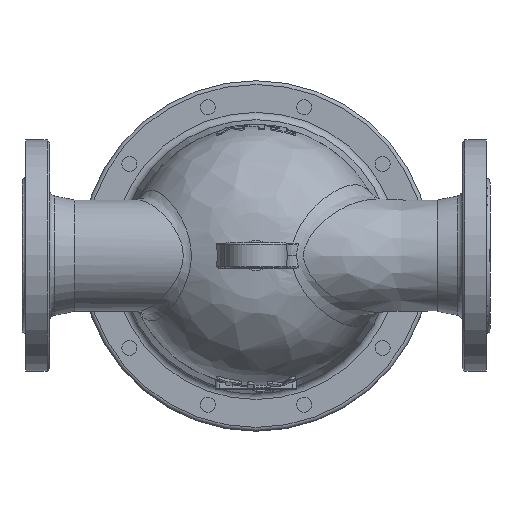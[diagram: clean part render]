
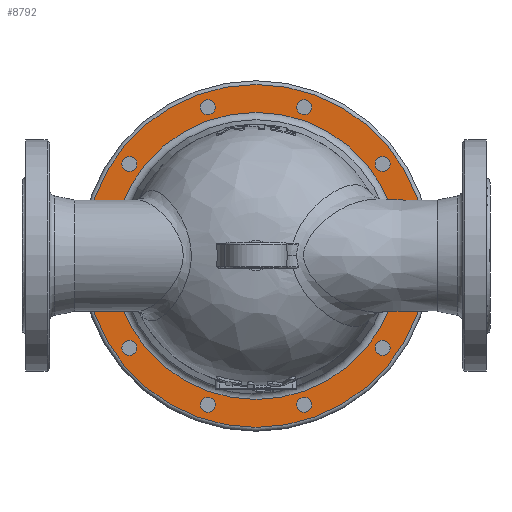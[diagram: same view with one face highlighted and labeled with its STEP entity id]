
A CAD part, top view. The second image highlights one B-rep face of the part: STEP entity #8792.
In plain terms, the highlighted planar face has unit normal (0, 0, 1).
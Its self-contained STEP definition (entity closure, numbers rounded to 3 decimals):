
#1550=PLANE('',#9680);
#1756=FACE_BOUND('',#2971,.T.);
#1757=FACE_BOUND('',#2972,.T.);
#1758=FACE_BOUND('',#2973,.T.);
#1759=FACE_BOUND('',#2974,.T.);
#1760=FACE_BOUND('',#2975,.T.);
#1761=FACE_BOUND('',#2976,.T.);
#1762=FACE_BOUND('',#2977,.T.);
#1763=FACE_BOUND('',#2978,.T.);
#1764=FACE_BOUND('',#2979,.T.);
#1765=FACE_BOUND('',#2980,.T.);
#1766=FACE_BOUND('',#2981,.T.);
#2254=FACE_OUTER_BOUND('',#2970,.T.);
#2970=EDGE_LOOP('',(#7432));
#2971=EDGE_LOOP('',(#7433));
#2972=EDGE_LOOP('',(#7434));
#2973=EDGE_LOOP('',(#7435));
#2974=EDGE_LOOP('',(#7436));
#2975=EDGE_LOOP('',(#7437));
#2976=EDGE_LOOP('',(#7438));
#2977=EDGE_LOOP('',(#7439));
#2978=EDGE_LOOP('',(#7440));
#2979=EDGE_LOOP('',(#7441));
#2980=EDGE_LOOP('',(#7442));
#2981=EDGE_LOOP('',(#7443));
#3327=CIRCLE('',#9195,6.);
#3331=CIRCLE('',#9202,6.);
#3335=CIRCLE('',#9209,6.);
#3339=CIRCLE('',#9216,6.);
#3343=CIRCLE('',#9223,6.);
#3347=CIRCLE('',#9230,6.);
#3351=CIRCLE('',#9237,6.);
#3355=CIRCLE('',#9244,6.);
#3359=CIRCLE('',#9251,6.);
#3426=CIRCLE('',#9447,6.);
#3553=CIRCLE('',#9681,137.);
#3554=CIRCLE('',#9682,114.73);
#3882=VERTEX_POINT('',#13204);
#3886=VERTEX_POINT('',#13215);
#3890=VERTEX_POINT('',#13226);
#3894=VERTEX_POINT('',#13237);
#3898=VERTEX_POINT('',#13248);
#3902=VERTEX_POINT('',#13259);
#3906=VERTEX_POINT('',#13270);
#3910=VERTEX_POINT('',#13281);
#3914=VERTEX_POINT('',#13292);
#4089=VERTEX_POINT('',#14095);
#4303=VERTEX_POINT('',#16001);
#4304=VERTEX_POINT('',#16003);
#4808=EDGE_CURVE('',#3882,#3882,#3327,.T.);
#4812=EDGE_CURVE('',#3886,#3886,#3331,.T.);
#4816=EDGE_CURVE('',#3890,#3890,#3335,.T.);
#4820=EDGE_CURVE('',#3894,#3894,#3339,.T.);
#4824=EDGE_CURVE('',#3898,#3898,#3343,.T.);
#4828=EDGE_CURVE('',#3902,#3902,#3347,.T.);
#4832=EDGE_CURVE('',#3906,#3906,#3351,.T.);
#4836=EDGE_CURVE('',#3910,#3910,#3355,.T.);
#4840=EDGE_CURVE('',#3914,#3914,#3359,.T.);
#5123=EDGE_CURVE('',#4089,#4089,#3426,.T.);
#5408=EDGE_CURVE('',#4303,#4303,#3553,.T.);
#5409=EDGE_CURVE('',#4304,#4304,#3554,.T.);
#7432=ORIENTED_EDGE('',*,*,#5408,.F.);
#7433=ORIENTED_EDGE('',*,*,#4808,.T.);
#7434=ORIENTED_EDGE('',*,*,#4812,.T.);
#7435=ORIENTED_EDGE('',*,*,#4816,.T.);
#7436=ORIENTED_EDGE('',*,*,#4820,.T.);
#7437=ORIENTED_EDGE('',*,*,#4824,.T.);
#7438=ORIENTED_EDGE('',*,*,#4828,.T.);
#7439=ORIENTED_EDGE('',*,*,#4832,.T.);
#7440=ORIENTED_EDGE('',*,*,#4836,.T.);
#7441=ORIENTED_EDGE('',*,*,#4840,.T.);
#7442=ORIENTED_EDGE('',*,*,#5123,.T.);
#7443=ORIENTED_EDGE('',*,*,#5409,.F.);
#8792=ADVANCED_FACE('',(#2254,#1756,#1757,#1758,#1759,#1760,#1761,#1762,
#1763,#1764,#1765,#1766),#1550,.F.);
#9195=AXIS2_PLACEMENT_3D('',#13205,#10538,#10539);
#9202=AXIS2_PLACEMENT_3D('',#13216,#10552,#10553);
#9209=AXIS2_PLACEMENT_3D('',#13227,#10566,#10567);
#9216=AXIS2_PLACEMENT_3D('',#13238,#10580,#10581);
#9223=AXIS2_PLACEMENT_3D('',#13249,#10594,#10595);
#9230=AXIS2_PLACEMENT_3D('',#13260,#10608,#10609);
#9237=AXIS2_PLACEMENT_3D('',#13271,#10622,#10623);
#9244=AXIS2_PLACEMENT_3D('',#13282,#10636,#10637);
#9251=AXIS2_PLACEMENT_3D('',#13293,#10650,#10651);
#9447=AXIS2_PLACEMENT_3D('',#14096,#11150,#11151);
#9680=AXIS2_PLACEMENT_3D('',#16000,#11700,#11701);
#9681=AXIS2_PLACEMENT_3D('',#16002,#11702,#11703);
#9682=AXIS2_PLACEMENT_3D('',#16004,#11704,#11705);
#10538=DIRECTION('center_axis',(0.,0.,-1.));
#10539=DIRECTION('ref_axis',(0.809,0.588,0.));
#10552=DIRECTION('center_axis',(0.,0.,-1.));
#10553=DIRECTION('ref_axis',(0.309,0.951,0.));
#10566=DIRECTION('center_axis',(0.,0.,-1.));
#10567=DIRECTION('ref_axis',(-0.309,0.951,0.));
#10580=DIRECTION('center_axis',(0.,0.,-1.));
#10581=DIRECTION('ref_axis',(-0.809,0.588,0.));
#10594=DIRECTION('center_axis',(0.,0.,-1.));
#10595=DIRECTION('ref_axis',(-1.,0.,0.));
#10608=DIRECTION('center_axis',(0.,0.,-1.));
#10609=DIRECTION('ref_axis',(-0.809,-0.588,0.));
#10622=DIRECTION('center_axis',(0.,0.,-1.));
#10623=DIRECTION('ref_axis',(-0.309,-0.951,0.));
#10636=DIRECTION('center_axis',(0.,0.,-1.));
#10637=DIRECTION('ref_axis',(0.309,-0.951,0.));
#10650=DIRECTION('center_axis',(0.,0.,-1.));
#10651=DIRECTION('ref_axis',(0.809,-0.588,0.));
#11150=DIRECTION('center_axis',(0.,0.,-1.));
#11151=DIRECTION('ref_axis',(1.,0.,0.));
#11700=DIRECTION('center_axis',(0.,0.,-1.));
#11701=DIRECTION('ref_axis',(-1.,0.,0.));
#11702=DIRECTION('center_axis',(0.,0.,-1.));
#11703=DIRECTION('ref_axis',(-1.,0.,0.));
#11704=DIRECTION('center_axis',(0.,0.,1.));
#11705=DIRECTION('ref_axis',(-1.,0.,0.));
#13204=CARTESIAN_POINT('',(-105.981,-77.,30.));
#13205=CARTESIAN_POINT('Origin',(-101.127,-73.473,30.));
#13215=CARTESIAN_POINT('',(-40.481,-124.588,30.));
#13216=CARTESIAN_POINT('Origin',(-38.627,-118.882,30.));
#13226=CARTESIAN_POINT('',(40.481,-124.588,30.));
#13227=CARTESIAN_POINT('Origin',(38.627,-118.882,30.));
#13237=CARTESIAN_POINT('',(105.981,-77.,30.));
#13238=CARTESIAN_POINT('Origin',(101.127,-73.473,30.));
#13248=CARTESIAN_POINT('',(131.,0.,30.));
#13249=CARTESIAN_POINT('Origin',(125.,0.,30.));
#13259=CARTESIAN_POINT('',(105.981,77.,30.));
#13260=CARTESIAN_POINT('Origin',(101.127,73.473,30.));
#13270=CARTESIAN_POINT('',(40.481,124.588,30.));
#13271=CARTESIAN_POINT('Origin',(38.627,118.882,30.));
#13281=CARTESIAN_POINT('',(-40.481,124.588,30.));
#13282=CARTESIAN_POINT('Origin',(-38.627,118.882,30.));
#13292=CARTESIAN_POINT('',(-105.981,77.,30.));
#13293=CARTESIAN_POINT('Origin',(-101.127,73.473,30.));
#14095=CARTESIAN_POINT('',(-131.,0.,30.));
#14096=CARTESIAN_POINT('Origin',(-125.,0.,30.));
#16000=CARTESIAN_POINT('Origin',(0.,0.,30.));
#16001=CARTESIAN_POINT('',(137.,0.,30.));
#16002=CARTESIAN_POINT('Origin',(0.,0.,30.));
#16003=CARTESIAN_POINT('',(114.73,0.,30.));
#16004=CARTESIAN_POINT('Origin',(0.,0.,30.));
